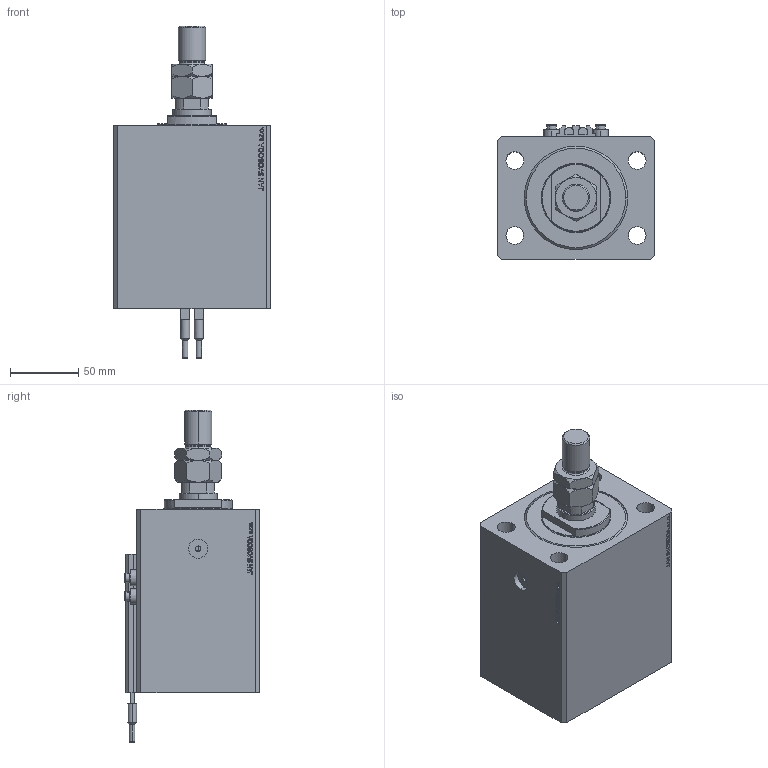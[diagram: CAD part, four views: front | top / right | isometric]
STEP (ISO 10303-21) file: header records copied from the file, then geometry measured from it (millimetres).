
FILE_DESCRIPTION (( 'STEP AP203' ), '1' );
FILE_NAME ('cb2f.STEP', '2022-04-09T14:53:32', ( '' ), ( '' ), 'SwSTEP 2.0', 'SolidWorks 2019', '' );
FILE_SCHEMA (( 'CONFIG_CONTROL_DESIGN' ));
Length unit declared in the file: millimetre
Products named in the file (7): V250CE_VC_C e0b7a7fd02fe9c298aad7fb673047fd5; cb2f; V250CE_C_VCP e0b7a7fd02fe9c298aad7fb673047fd5; V250CE_C_Body e0b7a7fd02fe9c298aad7fb673047fd5; ALLEN BOLT V250CE e0b7a7fd02fe9c298aad7fb673047fd5; MTA e0b7a7fd02fe9c298aad7fb673047fd5; SWITCH_V250CE e0b7a7fd02fe9c298aad7fb673047fd5
Assembly tree (10 placements, depth 2):
  cb2f
    V250CE_C_Body e0b7a7fd02fe9c298aad7fb673047fd5
    ALLEN BOLT V250CE e0b7a7fd02fe9c298aad7fb673047fd5  x4
    V250CE_C_VCP e0b7a7fd02fe9c298aad7fb673047fd5
    V250CE_VC_C e0b7a7fd02fe9c298aad7fb673047fd5
    MTA e0b7a7fd02fe9c298aad7fb673047fd5
    SWITCH_V250CE e0b7a7fd02fe9c298aad7fb673047fd5  x2
Bounding box: 115 x 99 x 243.9 mm (x, y, z)
Volume: 1250570.9 mm3; surface area: 187895.8 mm2
Topology: 11 solids, 11 shells, 1139 faces, 2821 edges, 1823 vertices
Faces by surface type: plane 551, bspline 374, cylinder 104, cone 90, torus 20
Entity records: 49789 total; most frequent: CARTESIAN_POINT 26557, ORIENTED_EDGE 5224, DIRECTION 3378, EDGE_CURVE 2612, VERTEX_POINT 1709, VECTOR 1542, LINE 1542, EDGE_LOOP 1163
